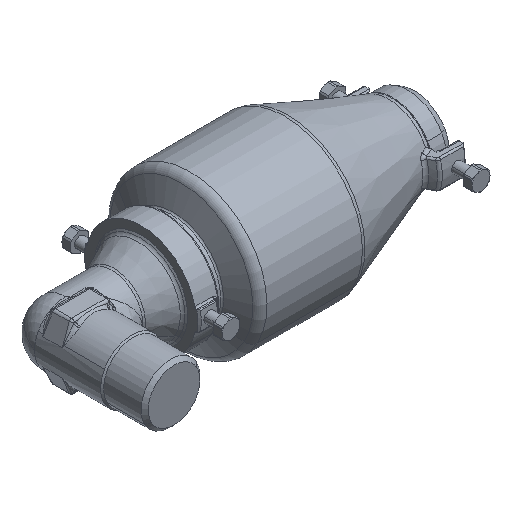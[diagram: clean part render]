
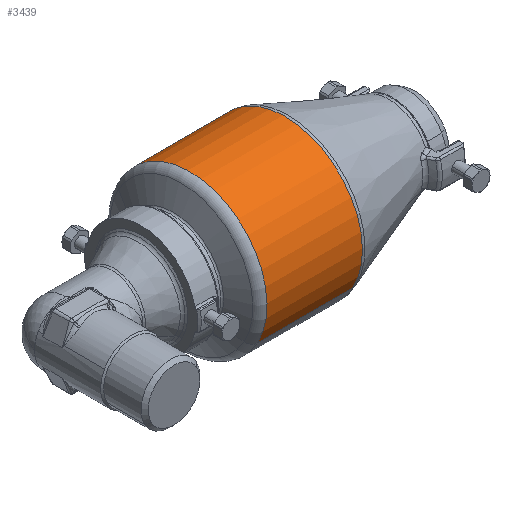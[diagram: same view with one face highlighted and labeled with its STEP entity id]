
A CAD part, isometric view. The second image highlights one B-rep face of the part: STEP entity #3439.
In plain terms, the highlighted cylindrical face has radius 43.5 mm (diameter 87 mm), a partial arc.
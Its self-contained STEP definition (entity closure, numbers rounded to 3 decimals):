
#3373=CARTESIAN_POINT('Vertex',(75.334,38.175,20.855)) ;
#3376=CARTESIAN_POINT('Axis2P3D Location',(75.334,0.,0.)) ;
#3380=CARTESIAN_POINT('Vertex',(75.334,-38.175,-20.855)) ;
#3409=CARTESIAN_POINT('Axis2P3D Location',(71.25,0.,0.)) ;
#3414=CARTESIAN_POINT('Line Origine',(48.53,-38.175,-20.855)) ;
#3418=CARTESIAN_POINT('Vertex',(21.725,-38.175,-20.855)) ;
#3421=CARTESIAN_POINT('Line Origine',(48.53,38.175,20.855)) ;
#3425=CARTESIAN_POINT('Vertex',(21.725,38.175,20.855)) ;
#3428=CARTESIAN_POINT('Axis2P3D Location',(21.725,0.,0.)) ;
#3416=VECTOR('Line Direction',#3415,1.) ;
#3423=VECTOR('Line Direction',#3422,1.) ;
#3377=DIRECTION('Axis2P3D Direction',(1.,0.,0.)) ;
#3410=DIRECTION('Axis2P3D Direction',(1.,0.,0.)) ;
#3411=DIRECTION('Axis2P3D XDirection',(0.,0.878,0.479)) ;
#3415=DIRECTION('Vector Direction',(1.,0.,0.)) ;
#3422=DIRECTION('Vector Direction',(1.,0.,0.)) ;
#3429=DIRECTION('Axis2P3D Direction',(1.,0.,0.)) ;
#3378=AXIS2_PLACEMENT_3D('Circle Axis2P3D',#3376,#3377,$) ;
#3412=AXIS2_PLACEMENT_3D('Cylinder Axis2P3D',#3409,#3410,#3411) ;
#3430=AXIS2_PLACEMENT_3D('Circle Axis2P3D',#3428,#3429,$) ;
#3417=LINE('Line',#3414,#3416) ;
#3424=LINE('Line',#3421,#3423) ;
#3379=CIRCLE('generated circle',#3378,43.5) ;
#3431=CIRCLE('generated circle',#3430,43.5) ;
#3413=CYLINDRICAL_SURFACE('generated cylinder',#3412,43.5) ;
#3382=EDGE_CURVE('',#3374,#3381,#3379,.T.) ;
#3420=EDGE_CURVE('',#3381,#3419,#3417,.F.) ;
#3427=EDGE_CURVE('',#3374,#3426,#3424,.F.) ;
#3432=EDGE_CURVE('',#3426,#3419,#3431,.T.) ;
#3434=ORIENTED_EDGE('',*,*,#3420,.F.) ;
#3435=ORIENTED_EDGE('',*,*,#3382,.F.) ;
#3436=ORIENTED_EDGE('',*,*,#3427,.T.) ;
#3437=ORIENTED_EDGE('',*,*,#3432,.T.) ;
#3433=EDGE_LOOP('',(#3434,#3435,#3436,#3437)) ;
#3374=VERTEX_POINT('',#3373) ;
#3381=VERTEX_POINT('',#3380) ;
#3419=VERTEX_POINT('',#3418) ;
#3426=VERTEX_POINT('',#3425) ;
#3439=ADVANCED_FACE('PartBody',(#3438),#3413,.T.) ;
#3438=FACE_OUTER_BOUND('',#3433,.T.) ;
